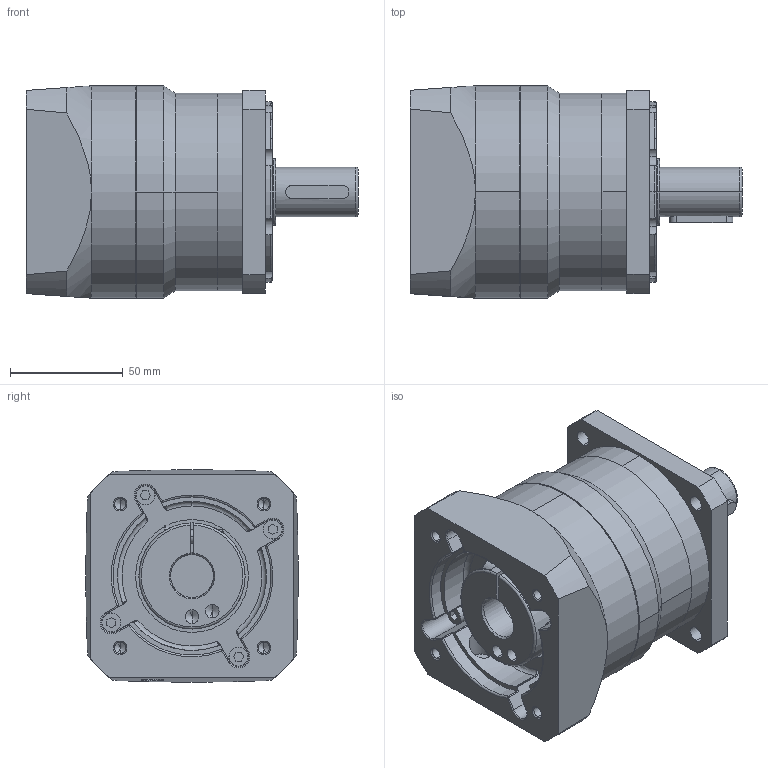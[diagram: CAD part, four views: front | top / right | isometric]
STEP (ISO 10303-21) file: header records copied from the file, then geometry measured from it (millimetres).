
FILE_DESCRIPTION (( 'STEP AP203' ), '1' );
FILE_NAME ('PET090-L1-19-70-90-M6-A22.STEP', '2024-05-15T00:48:10', ( '微软用户' ), ( '微软中国' ), 'SwSTEP 2.0', 'SolidWorks 2018', '' );
FILE_SCHEMA (( 'CONFIG_CONTROL_DESIGN' ));
Length unit declared in the file: millimetre
Products named in the file (1): PET090-L1-19-70-90-M6-A22
Bounding box: 147 x 94 x 94 mm (x, y, z)
Volume: 693059.9 mm3; surface area: 118186.2 mm2
Topology: 21 solids, 21 shells, 540 faces, 1272 edges, 796 vertices
Faces by surface type: plane 200, cylinder 187, cone 70, torus 64, bspline 19
Entity records: 18327 total; most frequent: CARTESIAN_POINT 5791, DIRECTION 2715, ORIENTED_EDGE 2516, EDGE_CURVE 1258, AXIS2_PLACEMENT_3D 1062, VERTEX_POINT 796, EDGE_LOOP 594, VECTOR 591
